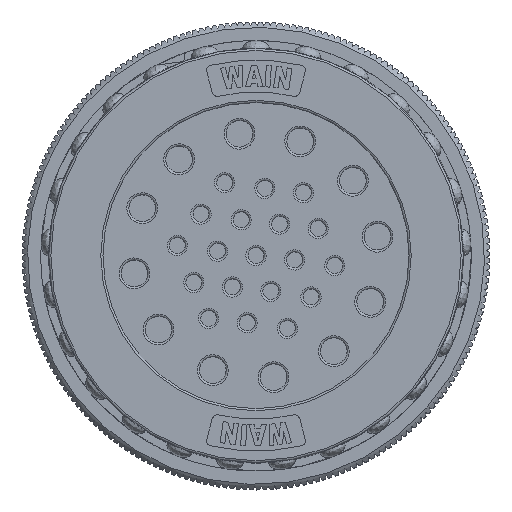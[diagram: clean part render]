
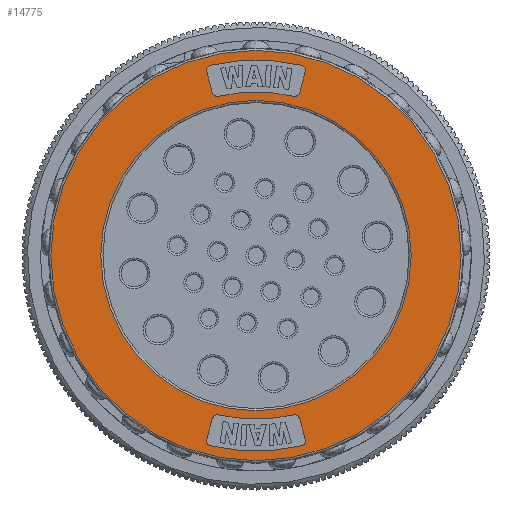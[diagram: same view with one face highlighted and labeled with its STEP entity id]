
A CAD part, top view. The second image highlights one B-rep face of the part: STEP entity #14775.
In plain terms, the highlighted planar face has unit normal (0, 0, 1).
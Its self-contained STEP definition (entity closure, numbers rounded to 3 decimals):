
#419=LINE('',#71057,#5161);
#423=LINE('',#71071,#5165);
#429=LINE('',#71089,#5171);
#433=LINE('',#71103,#5175);
#5161=VECTOR('',#57877,1.);
#5165=VECTOR('',#57895,1.);
#5171=VECTOR('',#57915,1.);
#5175=VECTOR('',#57933,1.);
#9849=PLANE('',#53437);
#14775=ADVANCED_FACE('',(#18084,#18085,#18086,#18087),#9849,.F.);
#18084=FACE_BOUND('',#18593,.T.);
#18085=FACE_BOUND('',#18594,.T.);
#18086=FACE_BOUND('',#18595,.T.);
#18087=FACE_BOUND('',#18596,.T.);
#18593=EDGE_LOOP('',(#23958));
#18594=EDGE_LOOP('',(#23959,#23960,#23961,#23962,#23963,#23964,#23965,#23966));
#18595=EDGE_LOOP('',(#23967,#23968,#23969,#23970,#23971,#23972,#23973,#23974));
#18596=EDGE_LOOP('',(#23975));
#23958=ORIENTED_EDGE('',*,*,#44511,.T.);
#23959=ORIENTED_EDGE('',*,*,#44510,.F.);
#23960=ORIENTED_EDGE('',*,*,#44508,.T.);
#23961=ORIENTED_EDGE('',*,*,#44506,.T.);
#23962=ORIENTED_EDGE('',*,*,#44505,.T.);
#23963=ORIENTED_EDGE('',*,*,#44502,.T.);
#23964=ORIENTED_EDGE('',*,*,#44501,.T.);
#23965=ORIENTED_EDGE('',*,*,#44498,.T.);
#23966=ORIENTED_EDGE('',*,*,#44496,.T.);
#23967=ORIENTED_EDGE('',*,*,#44494,.T.);
#23968=ORIENTED_EDGE('',*,*,#44492,.T.);
#23969=ORIENTED_EDGE('',*,*,#44490,.T.);
#23970=ORIENTED_EDGE('',*,*,#44489,.T.);
#23971=ORIENTED_EDGE('',*,*,#44486,.T.);
#23972=ORIENTED_EDGE('',*,*,#44485,.T.);
#23973=ORIENTED_EDGE('',*,*,#44482,.F.);
#23974=ORIENTED_EDGE('',*,*,#44480,.T.);
#23975=ORIENTED_EDGE('',*,*,#44512,.F.);
#39140=VERTEX_POINT('',#71046);
#39141=VERTEX_POINT('',#71048);
#39142=VERTEX_POINT('',#71052);
#39143=VERTEX_POINT('',#71056);
#39144=VERTEX_POINT('',#71060);
#39145=VERTEX_POINT('',#71064);
#39146=VERTEX_POINT('',#71068);
#39147=VERTEX_POINT('',#71072);
#39148=VERTEX_POINT('',#71078);
#39149=VERTEX_POINT('',#71080);
#39150=VERTEX_POINT('',#71084);
#39151=VERTEX_POINT('',#71088);
#39152=VERTEX_POINT('',#71092);
#39153=VERTEX_POINT('',#71096);
#39154=VERTEX_POINT('',#71100);
#39155=VERTEX_POINT('',#71104);
#39156=VERTEX_POINT('',#71110);
#39157=VERTEX_POINT('',#71113);
#44480=EDGE_CURVE('',#39141,#39140,#52065,.T.);
#44482=EDGE_CURVE('',#39141,#39142,#52066,.T.);
#44485=EDGE_CURVE('',#39143,#39142,#419,.T.);
#44486=EDGE_CURVE('',#39144,#39143,#52067,.T.);
#44489=EDGE_CURVE('',#39145,#39144,#52068,.T.);
#44490=EDGE_CURVE('',#39146,#39145,#52069,.T.);
#44492=EDGE_CURVE('',#39147,#39146,#423,.T.);
#44494=EDGE_CURVE('',#39140,#39147,#52070,.T.);
#44496=EDGE_CURVE('',#39149,#39148,#52071,.T.);
#44498=EDGE_CURVE('',#39150,#39149,#52072,.T.);
#44501=EDGE_CURVE('',#39151,#39150,#429,.T.);
#44502=EDGE_CURVE('',#39152,#39151,#52073,.T.);
#44505=EDGE_CURVE('',#39153,#39152,#52074,.T.);
#44506=EDGE_CURVE('',#39154,#39153,#52075,.T.);
#44508=EDGE_CURVE('',#39155,#39154,#433,.T.);
#44510=EDGE_CURVE('',#39155,#39148,#52076,.T.);
#44511=EDGE_CURVE('',#39156,#39156,#52077,.T.);
#44512=EDGE_CURVE('',#39157,#39157,#52078,.T.);
#52065=CIRCLE('',#53406,18.4);
#52066=CIRCLE('',#53408,0.5);
#52067=CIRCLE('',#53411,0.5);
#52068=CIRCLE('',#53413,15.4);
#52069=CIRCLE('',#53415,0.5);
#52070=CIRCLE('',#53418,0.5);
#52071=CIRCLE('',#53420,18.4);
#52072=CIRCLE('',#53422,0.5);
#52073=CIRCLE('',#53425,0.5);
#52074=CIRCLE('',#53427,15.4);
#52075=CIRCLE('',#53429,0.5);
#52076=CIRCLE('',#53432,0.5);
#52077=CIRCLE('',#53434,14.6);
#52078=CIRCLE('',#53436,19.3);
#53406=AXIS2_PLACEMENT_3D('',#71047,#57866,#57867);
#53408=AXIS2_PLACEMENT_3D('',#71051,#57871,#57872);
#53411=AXIS2_PLACEMENT_3D('',#71059,#57880,#57881);
#53413=AXIS2_PLACEMENT_3D('',#71065,#57886,#57887);
#53415=AXIS2_PLACEMENT_3D('',#71067,#57890,#57891);
#53418=AXIS2_PLACEMENT_3D('',#71075,#57899,#57900);
#53420=AXIS2_PLACEMENT_3D('',#71079,#57904,#57905);
#53422=AXIS2_PLACEMENT_3D('',#71083,#57909,#57910);
#53425=AXIS2_PLACEMENT_3D('',#71091,#57918,#57919);
#53427=AXIS2_PLACEMENT_3D('',#71097,#57924,#57925);
#53429=AXIS2_PLACEMENT_3D('',#71099,#57928,#57929);
#53432=AXIS2_PLACEMENT_3D('',#71107,#57937,#57938);
#53434=AXIS2_PLACEMENT_3D('',#71109,#57941,#57942);
#53436=AXIS2_PLACEMENT_3D('',#71112,#57945,#57946);
#53437=AXIS2_PLACEMENT_3D('',#71114,#57947,#57948);
#57866=DIRECTION('',(0.,0.,-1.));
#57867=DIRECTION('',(0.232,-0.973,0.));
#57871=DIRECTION('',(0.,0.,1.));
#57872=DIRECTION('',(0.232,-0.973,0.));
#57877=DIRECTION('',(0.259,-0.966,0.));
#57880=DIRECTION('',(0.,0.,-1.));
#57881=DIRECTION('',(-0.228,0.974,0.));
#57886=DIRECTION('',(0.,0.,1.));
#57887=DIRECTION('',(-0.228,-0.974,0.));
#57890=DIRECTION('',(0.,0.,-1.));
#57891=DIRECTION('',(-0.966,0.259,0.));
#57895=DIRECTION('',(0.259,0.966,0.));
#57899=DIRECTION('',(0.,0.,-1.));
#57900=DIRECTION('',(-0.232,-0.973,0.));
#57904=DIRECTION('',(0.,0.,-1.));
#57905=DIRECTION('',(-0.232,0.973,0.));
#57909=DIRECTION('',(0.,0.,-1.));
#57910=DIRECTION('',(-0.966,-0.259,0.));
#57915=DIRECTION('',(-0.259,0.966,0.));
#57918=DIRECTION('',(0.,0.,-1.));
#57919=DIRECTION('',(0.228,-0.974,0.));
#57924=DIRECTION('',(0.,0.,1.));
#57925=DIRECTION('',(0.228,0.974,0.));
#57928=DIRECTION('',(0.,0.,-1.));
#57929=DIRECTION('',(0.966,-0.259,0.));
#57933=DIRECTION('',(-0.259,-0.966,0.));
#57937=DIRECTION('',(0.,0.,1.));
#57938=DIRECTION('',(0.966,-0.259,0.));
#57941=DIRECTION('',(0.,0.,-1.));
#57942=DIRECTION('',(1.,0.,0.));
#57945=DIRECTION('',(0.,0.,-1.));
#57946=DIRECTION('',(-1.,0.,0.));
#57947=DIRECTION('',(0.,0.,-1.));
#57948=DIRECTION('',(-1.,0.,0.));
#71046=CARTESIAN_POINT('',(-4.264,-17.899,20.));
#71047=CARTESIAN_POINT('',(0.,0.,20.));
#71048=CARTESIAN_POINT('',(4.264,-17.899,20.));
#71051=CARTESIAN_POINT('',(4.148,-17.413,20.));
#71052=CARTESIAN_POINT('',(4.631,-17.283,20.));
#71056=CARTESIAN_POINT('',(4.113,-15.351,20.));
#71057=CARTESIAN_POINT('',(4.113,-15.351,20.));
#71059=CARTESIAN_POINT('',(3.63,-15.48,20.));
#71060=CARTESIAN_POINT('',(3.516,-14.993,20.));
#71064=CARTESIAN_POINT('',(-3.516,-14.993,20.));
#71065=CARTESIAN_POINT('',(0.,0.,20.));
#71067=CARTESIAN_POINT('',(-3.63,-15.48,20.));
#71068=CARTESIAN_POINT('',(-4.113,-15.351,20.));
#71071=CARTESIAN_POINT('',(-4.631,-17.283,20.));
#71072=CARTESIAN_POINT('',(-4.631,-17.283,20.));
#71075=CARTESIAN_POINT('',(-4.148,-17.413,20.));
#71078=CARTESIAN_POINT('',(4.264,17.899,20.));
#71079=CARTESIAN_POINT('',(0.,0.,20.));
#71080=CARTESIAN_POINT('',(-4.264,17.899,20.));
#71083=CARTESIAN_POINT('',(-4.148,17.413,20.));
#71084=CARTESIAN_POINT('',(-4.631,17.283,20.));
#71088=CARTESIAN_POINT('',(-4.113,15.351,20.));
#71089=CARTESIAN_POINT('',(-4.113,15.351,20.));
#71091=CARTESIAN_POINT('',(-3.63,15.48,20.));
#71092=CARTESIAN_POINT('',(-3.516,14.993,20.));
#71096=CARTESIAN_POINT('',(3.516,14.993,20.));
#71097=CARTESIAN_POINT('',(0.,0.,20.));
#71099=CARTESIAN_POINT('',(3.63,15.48,20.));
#71100=CARTESIAN_POINT('',(4.113,15.351,20.));
#71103=CARTESIAN_POINT('',(4.631,17.283,20.));
#71104=CARTESIAN_POINT('',(4.631,17.283,20.));
#71107=CARTESIAN_POINT('',(4.148,17.413,20.));
#71109=CARTESIAN_POINT('',(0.,0.,20.));
#71110=CARTESIAN_POINT('',(14.6,0.,20.));
#71112=CARTESIAN_POINT('',(0.,0.,20.));
#71113=CARTESIAN_POINT('',(-19.3,0.,20.));
#71114=CARTESIAN_POINT('',(0.,0.,20.));
